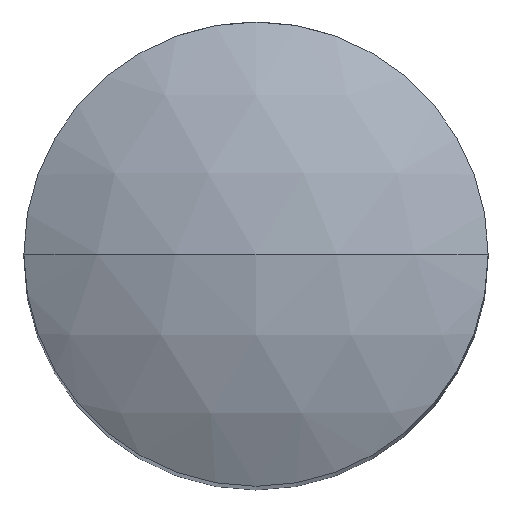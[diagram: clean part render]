
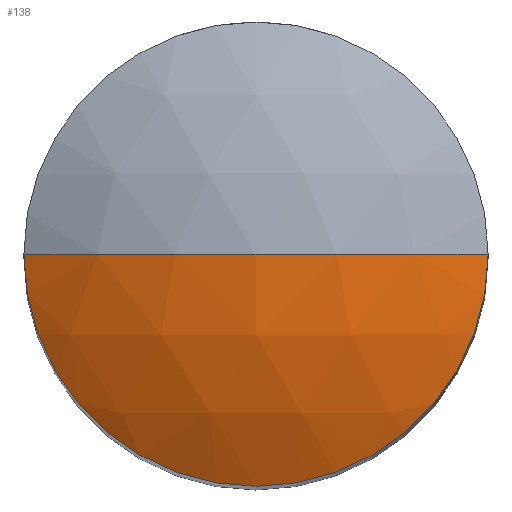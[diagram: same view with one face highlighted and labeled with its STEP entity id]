
A CAD part, top view. The second image highlights one B-rep face of the part: STEP entity #138.
In plain terms, the highlighted spherical face has radius 12 mm.
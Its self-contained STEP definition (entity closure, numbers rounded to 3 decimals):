
#21 = CIRCLE ( 'NONE', #427, 6. ) ;
#64 = CARTESIAN_POINT ( 'NONE',  ( 0., 0., 30. ) ) ;
#79 = ORIENTED_EDGE ( 'NONE', *, *, #665, .T. ) ;
#138 = ADVANCED_FACE ( 'NONE', ( #379 ), #241, .T. ) ;
#150 = CARTESIAN_POINT ( 'NONE',  ( -6., 0., 28.392 ) ) ;
#158 = DIRECTION ( 'NONE',  ( 0., -1., 0. ) ) ;
#208 = EDGE_CURVE ( 'NONE', #560, #471, #696, .T. ) ;
#215 = AXIS2_PLACEMENT_3D ( 'NONE', #762, #363, #822 ) ;
#221 = EDGE_CURVE ( 'NONE', #471, #400, #21, .T. ) ;
#239 = CIRCLE ( 'NONE', #215, 12. ) ;
#241 = SPHERICAL_SURFACE ( 'NONE', #443, 12. ) ;
#363 = DIRECTION ( 'NONE',  ( 0., -1., 0. ) ) ;
#379 = FACE_OUTER_BOUND ( 'NONE', #848, .T. ) ;
#400 = VERTEX_POINT ( 'NONE', #150 ) ;
#419 = AXIS2_PLACEMENT_3D ( 'NONE', #550, #538, #568 ) ;
#427 = AXIS2_PLACEMENT_3D ( 'NONE', #572, #575, #591 ) ;
#443 = AXIS2_PLACEMENT_3D ( 'NONE', #756, #158, #779 ) ;
#471 = VERTEX_POINT ( 'NONE', #612 ) ;
#538 = DIRECTION ( 'NONE',  ( 0., 1., 0. ) ) ;
#550 = CARTESIAN_POINT ( 'NONE',  ( 0., 0., 18. ) ) ;
#560 = VERTEX_POINT ( 'NONE', #64 ) ;
#568 = DIRECTION ( 'NONE',  ( 0., 0., 1. ) ) ;
#572 = CARTESIAN_POINT ( 'NONE',  ( 0., 0., 28.392 ) ) ;
#575 = DIRECTION ( 'NONE',  ( 0., 0., -1. ) ) ;
#591 = DIRECTION ( 'NONE',  ( -1., 0., 0. ) ) ;
#612 = CARTESIAN_POINT ( 'NONE',  ( 6., 0., 28.392 ) ) ;
#640 = ORIENTED_EDGE ( 'NONE', *, *, #208, .F. ) ;
#665 = EDGE_CURVE ( 'NONE', #560, #400, #239, .T. ) ;
#696 = CIRCLE ( 'NONE', #419, 12. ) ;
#756 = CARTESIAN_POINT ( 'NONE',  ( 0., 0., 18. ) ) ;
#762 = CARTESIAN_POINT ( 'NONE',  ( 0., 0., 18. ) ) ;
#779 = DIRECTION ( 'NONE',  ( 1., 0., 0. ) ) ;
#815 = ORIENTED_EDGE ( 'NONE', *, *, #221, .F. ) ;
#822 = DIRECTION ( 'NONE',  ( 1., 0., 0. ) ) ;
#848 = EDGE_LOOP ( 'NONE', ( #640, #79, #815 ) ) ;
